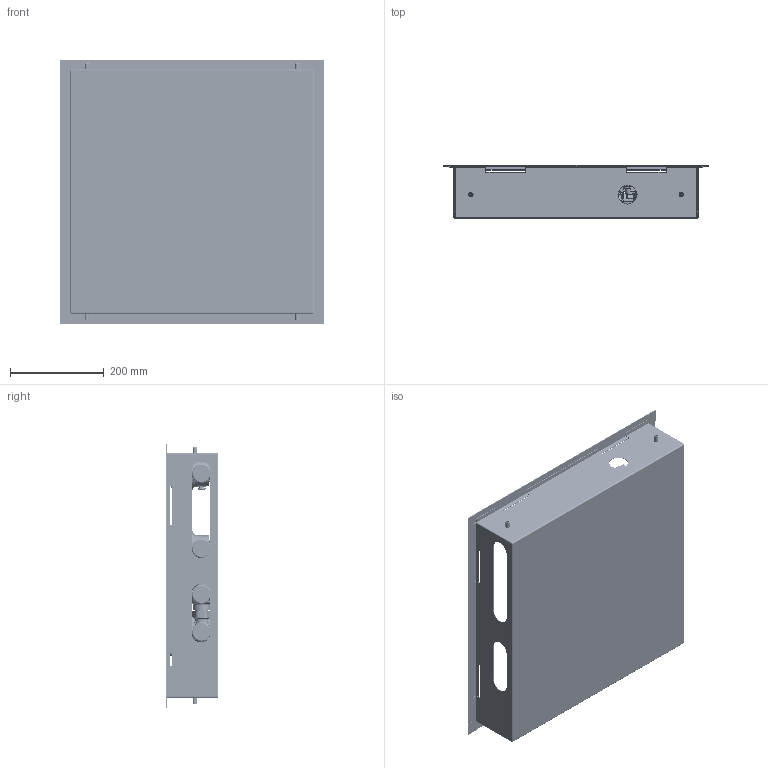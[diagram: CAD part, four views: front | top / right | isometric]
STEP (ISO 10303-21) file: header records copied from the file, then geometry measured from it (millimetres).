
FILE_DESCRIPTION (( 'STEP AP214' ), '1' );
FILE_NAME ('DCBH-DCE2XXX.STEP', '2022-09-14T07:52:39', ( '' ), ( '' ), 'SwSTEP 2.0', 'SolidWorks 2021', '' );
FILE_SCHEMA (( 'AUTOMOTIVE_DESIGN' ));
Length unit declared in the file: millimetre
Products named in the file (14): WMT20-20AF; Piastra_defeature; 3260056703_defeature; Energia; Sontex 0739-130_BIM_defeature; 3420000342_defeature; 3427770052_valv_defeature; 3427770052_BIM; Assieme 10C_defeature; 3427770045_BIM_2R; 210100STR_defeature; Rami Sanitari_2R; 3427770042_defeature; DCBH-DCE2XXX
Assembly tree (18 placements, depth 4):
  DCBH-DCE2XXX
    3260056703_defeature
    Energia
      3427770042_defeature
      3427770052_BIM
        3427770052_valv_defeature
        Assieme 10C_defeature
        Sontex 0739-130_BIM_defeature
    Rami Sanitari_2R
      3427770045_BIM_2R
        Piastra_defeature
        210100STR_defeature  x4
        3420000342_defeature  x2
      WMT20-20AF  x2
Bounding box: 564 x 112.4 x 564 mm (x, y, z)
Volume: 2968115.7 mm3; surface area: 1816273.3 mm2
Topology: 40 solids, 49 shells, 5946 faces, 14836 edges, 8934 vertices
Faces by surface type: plane 1799, cylinder 1539, bspline 1316, torus 571, cone 499, sphere 222
Entity records: 224782 total; most frequent: CARTESIAN_POINT 74735, ORIENTED_EDGE 23221, DIRECTION 20282, EDGE_CURVE 11627, AXIS2_PLACEMENT_3D 7999, VERTEX_POINT 7137, EDGE_LOOP 4884, ADVANCED_FACE 4688
